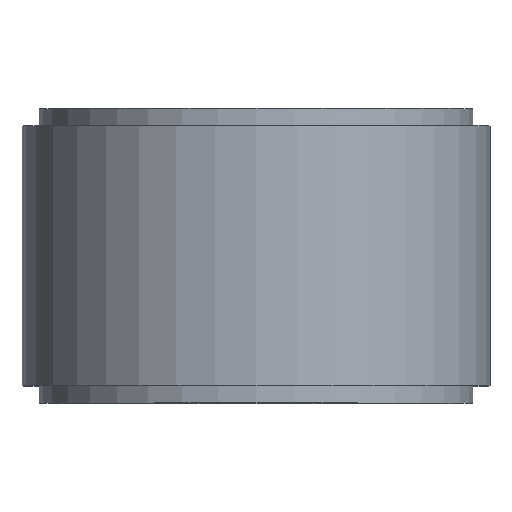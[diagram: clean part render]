
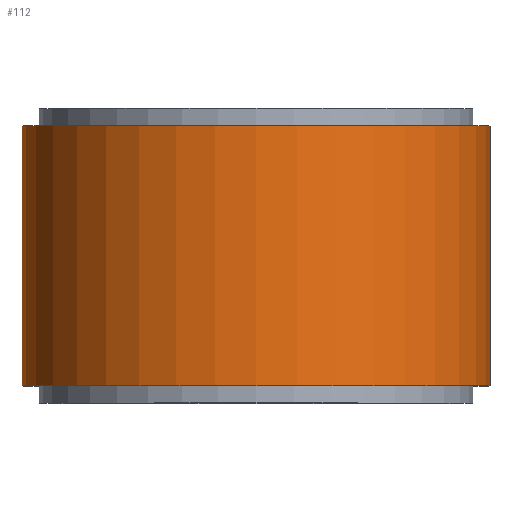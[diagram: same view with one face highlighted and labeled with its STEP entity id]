
A CAD part, top view. The second image highlights one B-rep face of the part: STEP entity #112.
In plain terms, the highlighted cylindrical face has radius 13.5 mm (diameter 27 mm), a full revolution.
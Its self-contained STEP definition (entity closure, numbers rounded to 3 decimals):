
#17=LINE('',#208,#21);
#21=VECTOR('',#177,13.5);
#25=CYLINDRICAL_SURFACE('',#141,13.5);
#36=FACE_OUTER_BOUND('',#47,.T.);
#47=EDGE_LOOP('',(#93,#94,#95,#96));
#53=CIRCLE('',#133,13.5);
#58=CIRCLE('',#142,13.5);
#61=VERTEX_POINT('',#190);
#66=VERTEX_POINT('',#206);
#69=EDGE_CURVE('',#61,#61,#53,.T.);
#76=EDGE_CURVE('',#66,#66,#58,.T.);
#77=EDGE_CURVE('',#66,#61,#17,.T.);
#93=ORIENTED_EDGE('',*,*,#76,.F.);
#94=ORIENTED_EDGE('',*,*,#77,.T.);
#95=ORIENTED_EDGE('',*,*,#69,.T.);
#96=ORIENTED_EDGE('',*,*,#77,.F.);
#112=ADVANCED_FACE('',(#36),#25,.T.);
#133=AXIS2_PLACEMENT_3D('',#191,#155,#156);
#141=AXIS2_PLACEMENT_3D('',#205,#173,#174);
#142=AXIS2_PLACEMENT_3D('',#207,#175,#176);
#155=DIRECTION('center_axis',(0.,1.,0.));
#156=DIRECTION('ref_axis',(-1.,0.,0.));
#173=DIRECTION('center_axis',(0.,1.,0.));
#174=DIRECTION('ref_axis',(-1.,0.,0.));
#175=DIRECTION('center_axis',(0.,1.,0.));
#176=DIRECTION('ref_axis',(-1.,0.,0.));
#177=DIRECTION('',(0.,-1.,0.));
#190=CARTESIAN_POINT('',(13.5,-2.,0.));
#191=CARTESIAN_POINT('Origin',(0.,-2.,0.));
#205=CARTESIAN_POINT('Origin',(0.,1.,0.));
#206=CARTESIAN_POINT('',(13.5,13.,0.));
#207=CARTESIAN_POINT('Origin',(0.,13.,0.));
#208=CARTESIAN_POINT('',(13.5,1.,0.));
